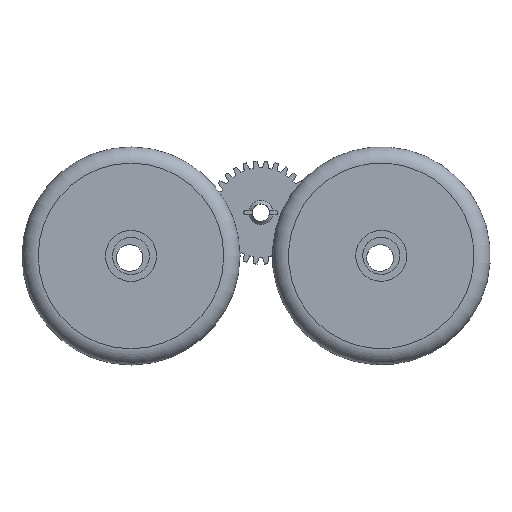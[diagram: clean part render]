
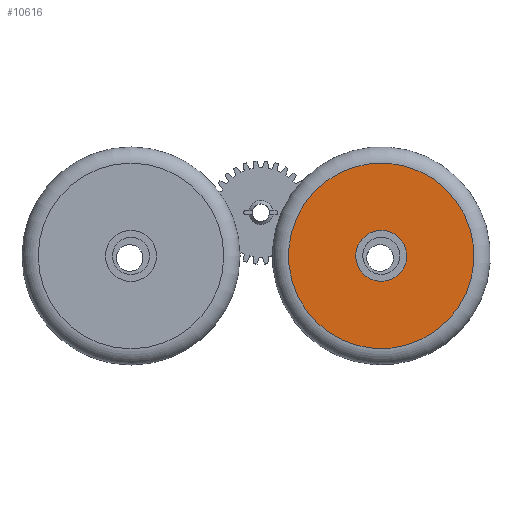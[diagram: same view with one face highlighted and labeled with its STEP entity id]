
A CAD part, top view. The second image highlights one B-rep face of the part: STEP entity #10616.
In plain terms, the highlighted planar face has unit normal (0, 0, 1).
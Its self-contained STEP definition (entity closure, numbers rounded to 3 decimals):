
#68=FACE_BOUND('',#889,.T.);
#340=FACE_OUTER_BOUND('',#888,.T.);
#888=EDGE_LOOP('',(#7925));
#889=EDGE_LOOP('',(#7926));
#3898=CIRCLE('',#11336,8.);
#3900=CIRCLE('',#11339,2.2);
#4487=VERTEX_POINT('',#16080);
#4488=VERTEX_POINT('',#16084);
#5743=EDGE_CURVE('',#4487,#4487,#3898,.T.);
#5745=EDGE_CURVE('',#4488,#4488,#3900,.T.);
#7925=ORIENTED_EDGE('',*,*,#5743,.F.);
#7926=ORIENTED_EDGE('',*,*,#5745,.T.);
#10122=PLANE('',#11338);
#10616=ADVANCED_FACE('',(#340,#68),#10122,.T.);
#11336=AXIS2_PLACEMENT_3D('',#16081,#12988,#12989);
#11338=AXIS2_PLACEMENT_3D('',#16083,#12992,#12993);
#11339=AXIS2_PLACEMENT_3D('',#16085,#12994,#12995);
#12988=DIRECTION('center_axis',(0.,0.,-1.));
#12989=DIRECTION('ref_axis',(0.995,0.105,0.));
#12992=DIRECTION('center_axis',(0.,0.,1.));
#12993=DIRECTION('ref_axis',(0.995,0.105,0.));
#12994=DIRECTION('center_axis',(0.,0.,-1.));
#12995=DIRECTION('ref_axis',(0.995,0.105,0.));
#16080=CARTESIAN_POINT('',(28.611,2.198,42.915));
#16081=CARTESIAN_POINT('Origin',(36.568,3.035,42.915));
#16083=CARTESIAN_POINT('Origin',(36.568,3.035,42.915));
#16084=CARTESIAN_POINT('',(34.38,2.805,42.915));
#16085=CARTESIAN_POINT('Origin',(36.568,3.035,42.915));
